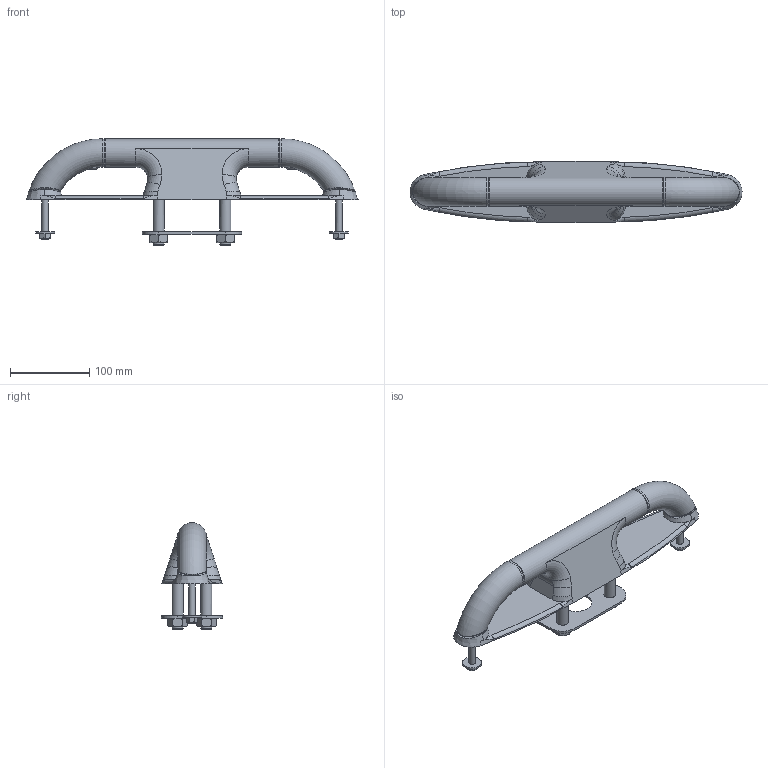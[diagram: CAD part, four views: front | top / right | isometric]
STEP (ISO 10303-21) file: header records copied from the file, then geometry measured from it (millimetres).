
FILE_DESCRIPTION(/* description */ (''),/* implementation_level */ '2;1');
FILE_NAME(/* name */ 'RC420.stp',/* time_stamp */ '2016-11-10T15:31:36+01:00',/* author */ ('gianni'),/* organization */ (''),/* preprocessor_version */ 'ST-DEVELOPER v16.1',/* originating_system */ 'Autodesk Inventor 2016',/* authorisation */ '');
FILE_SCHEMA (('AUTOMOTIVE_DESIGN { 1 0 10303 214 3 1 1 }'));
Length unit declared in the file: millimetre
Products named in the file (1): RC420
Bounding box: 417.95 x 77 x 134 mm (x, y, z)
Volume: 914962.4 mm3; surface area: 146372.9 mm2
Topology: 1 solids, 1 shells, 241 faces, 599 edges, 390 vertices
Faces by surface type: plane 115, cylinder 52, cone 32, torus 28, bspline 14
Full cylindrical faces by diameter (mm): 8 x4, 8.2 x2, 8.4 x2, 14 x10, 14.5 x10, 16 x2, 24 x2, 36 x3, 40 x1
Entity records: 7909 total; most frequent: CARTESIAN_POINT 2555, ORIENTED_EDGE 1008, DIRECTION 985, EDGE_CURVE 504, AXIS2_PLACEMENT_3D 414, VERTEX_POINT 366, EDGE_LOOP 350, STYLED_ITEM 242
